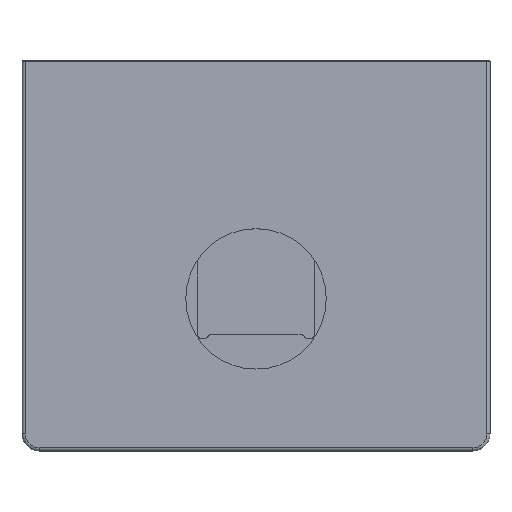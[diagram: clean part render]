
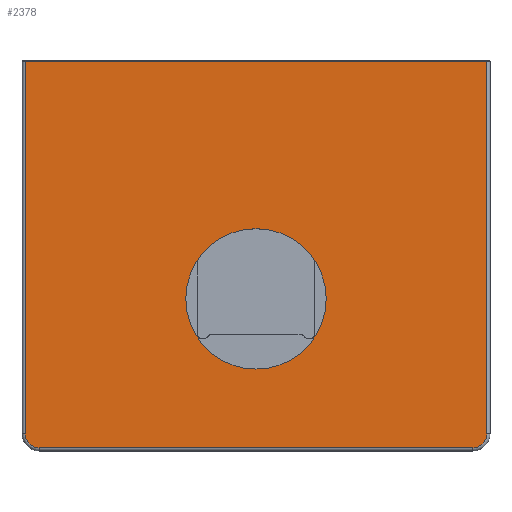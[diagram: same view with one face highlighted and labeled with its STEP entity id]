
A CAD part, top view. The second image highlights one B-rep face of the part: STEP entity #2378.
In plain terms, the highlighted planar face has unit normal (0, 0, 1).
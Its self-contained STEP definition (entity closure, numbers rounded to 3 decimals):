
#2059=CARTESIAN_POINT('',(13400.594,-735.48,190.0));
#2060=VERTEX_POINT('',#2059);
#2061=CARTESIAN_POINT('',(13310.594,-735.48,190.0));
#2062=DIRECTION('',(0.0,0.0,-1.0));
#2063=DIRECTION('',(0.814,0.581,0.0));
#2064=AXIS2_PLACEMENT_3D('',#2061,#2062,#2063);
#2065=CIRCLE('',#2064,90.);
#2066=EDGE_CURVE('',#2060,#2060,#2065,.T.);
#2215=CARTESIAN_POINT('',(13606.594,-430.98,190.0));
#2216=VERTEX_POINT('',#2215);
#2248=CARTESIAN_POINT('',(13014.594,-430.98,190.0));
#2249=VERTEX_POINT('',#2248);
#2256=CARTESIAN_POINT('',(13014.594,-430.98,190.0));
#2257=DIRECTION('',(1.0,0.0,0.0));
#2258=VECTOR('',#2257,592.0);
#2259=LINE('',#2256,#2258);
#2260=EDGE_CURVE('',#2249,#2216,#2259,.T.);
#2327=CARTESIAN_POINT('',(13310.594,-926.481,190.0));
#2328=DIRECTION('',(0.0,0.0,1.0));
#2329=DIRECTION('',(1.0,0.0,0.0));
#2330=AXIS2_PLACEMENT_3D('',#2327,#2328,#2329);
#2331=PLANE('',#2330);
#2332=ORIENTED_EDGE('',*,*,#2260,.F.);
#2333=CARTESIAN_POINT('',(13014.594,-908.48,190.0));
#2334=VERTEX_POINT('',#2333);
#2335=CARTESIAN_POINT('',(13014.594,-908.48,190.0));
#2336=DIRECTION('',(0.0,1.0,0.0));
#2337=VECTOR('',#2336,477.5);
#2338=LINE('',#2335,#2337);
#2339=EDGE_CURVE('',#2334,#2249,#2338,.T.);
#2340=ORIENTED_EDGE('',*,*,#2339,.F.);
#2341=CARTESIAN_POINT('',(13032.594,-926.48,190.0));
#2342=VERTEX_POINT('',#2341);
#2343=CARTESIAN_POINT('',(13032.594,-908.48,190.));
#2344=DIRECTION('',(0.,0.,-1.0));
#2345=DIRECTION('',(-1.0,0.,0.));
#2346=AXIS2_PLACEMENT_3D('',#2343,#2344,#2345);
#2347=CIRCLE('',#2346,18.);
#2348=EDGE_CURVE('',#2342,#2334,#2347,.T.);
#2349=ORIENTED_EDGE('',*,*,#2348,.F.);
#2350=CARTESIAN_POINT('',(13588.594,-926.48,190.0));
#2351=VERTEX_POINT('',#2350);
#2352=CARTESIAN_POINT('',(13588.594,-926.48,190.0));
#2353=DIRECTION('',(-1.0,0.0,0.0));
#2354=VECTOR('',#2353,556.0);
#2355=LINE('',#2352,#2354);
#2356=EDGE_CURVE('',#2351,#2342,#2355,.T.);
#2357=ORIENTED_EDGE('',*,*,#2356,.F.);
#2358=CARTESIAN_POINT('',(13606.594,-908.48,190.0));
#2359=VERTEX_POINT('',#2358);
#2360=CARTESIAN_POINT('',(13588.594,-908.48,190.));
#2361=DIRECTION('',(0.,0.,-1.0));
#2362=DIRECTION('',(0.,-1.0,0.));
#2363=AXIS2_PLACEMENT_3D('',#2360,#2361,#2362);
#2364=CIRCLE('',#2363,18.);
#2365=EDGE_CURVE('',#2359,#2351,#2364,.T.);
#2366=ORIENTED_EDGE('',*,*,#2365,.F.);
#2367=CARTESIAN_POINT('',(13606.594,-430.98,190.0));
#2368=DIRECTION('',(0.0,-1.0,0.0));
#2369=VECTOR('',#2368,477.5);
#2370=LINE('',#2367,#2369);
#2371=EDGE_CURVE('',#2216,#2359,#2370,.T.);
#2372=ORIENTED_EDGE('',*,*,#2371,.F.);
#2373=EDGE_LOOP('',(#2332,#2340,#2349,#2357,#2366,#2372));
#2374=FACE_OUTER_BOUND('',#2373,.T.);
#2375=ORIENTED_EDGE('',*,*,#2066,.T.);
#2376=EDGE_LOOP('',(#2375));
#2377=FACE_BOUND('',#2376,.T.);
#2378=ADVANCED_FACE('',(#2374,#2377),#2331,.T.);
